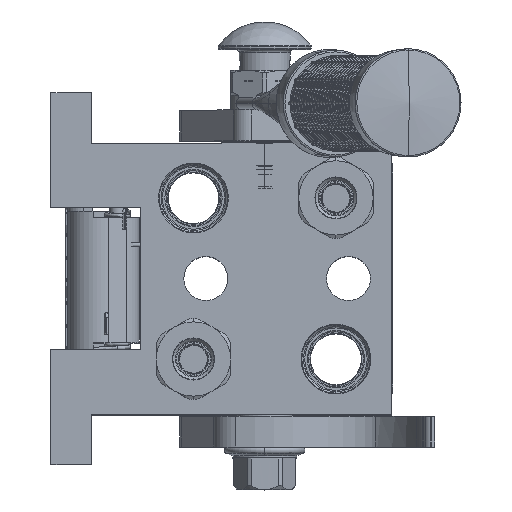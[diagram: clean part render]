
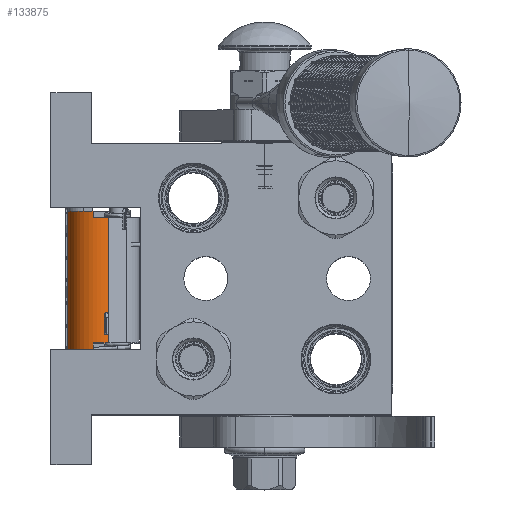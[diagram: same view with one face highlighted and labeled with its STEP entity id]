
A CAD part, top view. The second image highlights one B-rep face of the part: STEP entity #133875.
In plain terms, the highlighted cylindrical face has radius 9.5 mm (diameter 19 mm), a partial arc.
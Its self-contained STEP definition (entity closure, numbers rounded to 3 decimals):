
#2447 = ORIENTED_EDGE ( 'NONE', *, *, #126589, .F. ) ;
#2917 = CARTESIAN_POINT ( 'NONE',  ( -20.25, -1.5, -47.5 ) ) ;
#5525 = VECTOR ( 'NONE', #122702, 1000. ) ;
#7899 = CARTESIAN_POINT ( 'NONE',  ( -22.25, -1.5, -47.5 ) ) ;
#12860 = VERTEX_POINT ( 'NONE', #191908 ) ;
#15432 = DIRECTION ( 'NONE',  ( 0., 0.158, -0.987 ) ) ;
#16204 = AXIS2_PLACEMENT_3D ( 'NONE', #192434, #102037, #15432 ) ;
#16632 = VERTEX_POINT ( 'NONE', #66731 ) ;
#21747 = CARTESIAN_POINT ( 'NONE',  ( -22.25, -1.5, -47.5 ) ) ;
#23079 = DIRECTION ( 'NONE',  ( 0., 0.158, -0.987 ) ) ;
#24419 = CARTESIAN_POINT ( 'NONE',  ( 22.25, 0., -56.881 ) ) ;
#25550 = EDGE_CURVE ( 'NONE', #121056, #170476, #140768, .T. ) ;
#31221 = DIRECTION ( 'NONE',  ( 1., 0., 0. ) ) ;
#36426 = EDGE_CURVE ( 'NONE', #175985, #130418, #143104, .T. ) ;
#37607 = DIRECTION ( 'NONE',  ( 1., 0., 0. ) ) ;
#39625 = DIRECTION ( 'NONE',  ( -1., 0., 0. ) ) ;
#40241 = LINE ( 'NONE', #151249, #44947 ) ;
#40415 = CIRCLE ( 'NONE', #87425, 9.5 ) ;
#44947 = VECTOR ( 'NONE', #91154, 1000. ) ;
#49134 = CARTESIAN_POINT ( 'NONE',  ( 20.25, -1.5, -47.5 ) ) ;
#55920 = CARTESIAN_POINT ( 'NONE',  ( -22.25, 8., -47.5 ) ) ;
#57971 = EDGE_LOOP ( 'NONE', ( #2447, #102196, #101933, #191010, #117550, #162159, #127307, #137860 ) ) ;
#61176 = CARTESIAN_POINT ( 'NONE',  ( -20.25, 0., -56.881 ) ) ;
#62700 = VECTOR ( 'NONE', #87578, 1000. ) ;
#63627 = DIRECTION ( 'NONE',  ( 0., -0.385, -0.923 ) ) ;
#64943 = DIRECTION ( 'NONE',  ( 0., -0.385, -0.923 ) ) ;
#66731 = CARTESIAN_POINT ( 'NONE',  ( 22.25, 8., -47.5 ) ) ;
#79504 = DIRECTION ( 'NONE',  ( 1., 0., 0. ) ) ;
#84682 = EDGE_CURVE ( 'NONE', #12860, #175985, #122031, .T. ) ;
#87425 = AXIS2_PLACEMENT_3D ( 'NONE', #2917, #183808, #63627 ) ;
#87578 = DIRECTION ( 'NONE',  ( 1., 0., 0. ) ) ;
#91154 = DIRECTION ( 'NONE',  ( 1., 0., 0. ) ) ;
#91817 = EDGE_CURVE ( 'NONE', #160360, #106332, #40415, .T. ) ;
#101933 = ORIENTED_EDGE ( 'NONE', *, *, #130151, .F. ) ;
#102037 = DIRECTION ( 'NONE',  ( 1., 0., 0. ) ) ;
#102196 = ORIENTED_EDGE ( 'NONE', *, *, #91817, .T. ) ;
#106332 = VERTEX_POINT ( 'NONE', #61176 ) ;
#112907 = DIRECTION ( 'NONE',  ( 0., -1., 0. ) ) ;
#117550 = ORIENTED_EDGE ( 'NONE', *, *, #190151, .T. ) ;
#121056 = VERTEX_POINT ( 'NONE', #194648 ) ;
#122031 = CIRCLE ( 'NONE', #139703, 9.5 ) ;
#122702 = DIRECTION ( 'NONE',  ( 1., 0., 0. ) ) ;
#123361 = CARTESIAN_POINT ( 'NONE',  ( -20.25, -5.154, -56.269 ) ) ;
#126539 = CYLINDRICAL_SURFACE ( 'NONE', #169273, 9.5 ) ;
#126589 = EDGE_CURVE ( 'NONE', #160360, #12860, #135565, .T. ) ;
#127307 = ORIENTED_EDGE ( 'NONE', *, *, #36426, .F. ) ;
#130151 = EDGE_CURVE ( 'NONE', #121056, #106332, #40241, .T. ) ;
#130418 = VERTEX_POINT ( 'NONE', #24419 ) ;
#130560 = CARTESIAN_POINT ( 'NONE',  ( 20.25, 0., -56.881 ) ) ;
#133548 = FACE_OUTER_BOUND ( 'NONE', #57971, .T. ) ;
#133875 = ADVANCED_FACE ( 'NONE', ( #133548 ), #126539, .T. ) ;
#134090 = CIRCLE ( 'NONE', #16204, 9.5 ) ;
#134167 = CARTESIAN_POINT ( 'NONE',  ( 20.25, 0., -56.881 ) ) ;
#135565 = LINE ( 'NONE', #123361, #5525 ) ;
#137860 = ORIENTED_EDGE ( 'NONE', *, *, #84682, .F. ) ;
#138467 = VECTOR ( 'NONE', #31221, 1000. ) ;
#139703 = AXIS2_PLACEMENT_3D ( 'NONE', #49134, #79504, #64943 ) ;
#139835 = CARTESIAN_POINT ( 'NONE',  ( -20.25, -5.154, -56.269 ) ) ;
#140768 = CIRCLE ( 'NONE', #151331, 9.5 ) ;
#143104 = LINE ( 'NONE', #130560, #62700 ) ;
#150238 = LINE ( 'NONE', #166558, #138467 ) ;
#151249 = CARTESIAN_POINT ( 'NONE',  ( -22.25, 0., -56.881 ) ) ;
#151331 = AXIS2_PLACEMENT_3D ( 'NONE', #21747, #37607, #23079 ) ;
#160360 = VERTEX_POINT ( 'NONE', #139835 ) ;
#162159 = ORIENTED_EDGE ( 'NONE', *, *, #188644, .F. ) ;
#166558 = CARTESIAN_POINT ( 'NONE',  ( -22.25, 8., -47.5 ) ) ;
#169273 = AXIS2_PLACEMENT_3D ( 'NONE', #7899, #39625, #112907 ) ;
#170476 = VERTEX_POINT ( 'NONE', #55920 ) ;
#175985 = VERTEX_POINT ( 'NONE', #134167 ) ;
#183808 = DIRECTION ( 'NONE',  ( 1., 0., 0. ) ) ;
#188644 = EDGE_CURVE ( 'NONE', #130418, #16632, #134090, .T. ) ;
#190151 = EDGE_CURVE ( 'NONE', #170476, #16632, #150238, .T. ) ;
#191010 = ORIENTED_EDGE ( 'NONE', *, *, #25550, .T. ) ;
#191908 = CARTESIAN_POINT ( 'NONE',  ( 20.25, -5.154, -56.269 ) ) ;
#192434 = CARTESIAN_POINT ( 'NONE',  ( 22.25, -1.5, -47.5 ) ) ;
#194648 = CARTESIAN_POINT ( 'NONE',  ( -22.25, 0., -56.881 ) ) ;
